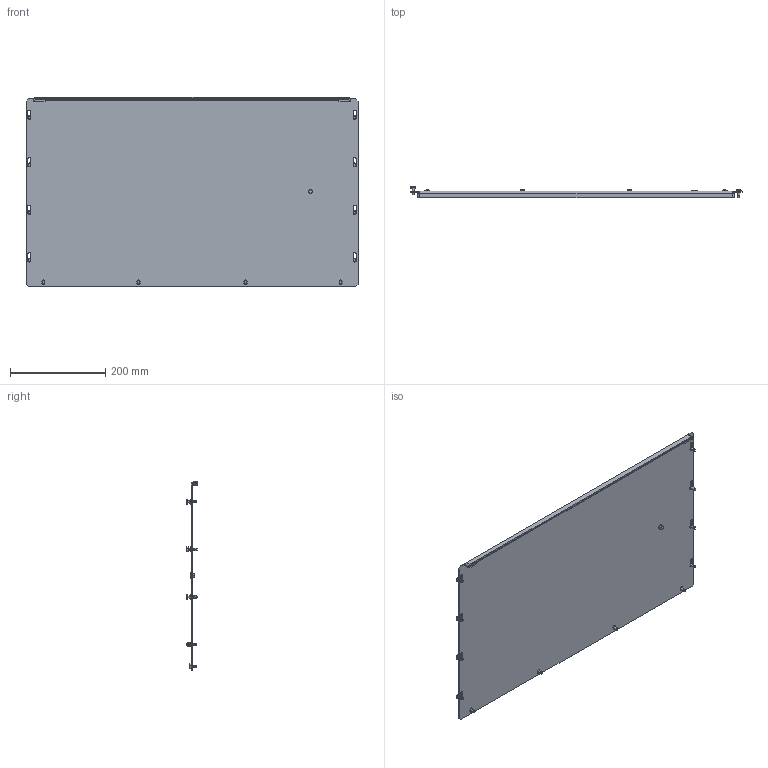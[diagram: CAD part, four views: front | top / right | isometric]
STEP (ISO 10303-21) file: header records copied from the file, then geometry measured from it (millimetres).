
FILE_DESCRIPTION (( 'STEP AP203' ), '1' );
FILE_NAME ('UR29000104002 Ïàíåëü îñíîâàíèÿ ãëóõàÿ 400 ìì RS52 00.80 (000.801.722).STEP', '2022-04-14T09:14:58', ( '' ), ( '' ), 'SwSTEP 2.0', 'SolidWorks 2017', '' );
FILE_SCHEMA (( 'CONFIG_CONTROL_DESIGN' ));
Length unit declared in the file: millimetre
Products named in the file (6): 000.130.516 Ïàíåëü îñíîâàíèÿ êîíöåâàÿ 400ìì RS52 00.80.60_06 (00.80); Âèíò DIN 7500 C TORX_Œ5å12; ч蜱齁罻 ST-9; UR29000104002 Ïàíåëü îñíîâàíèÿ ãëóõàÿ 400 ìì RS52 00.80 (000.801.722); Óïëîòíèòåëü 3õ10 ïàíåëåé îñíîâàíèÿ LC3 00.80_06 (00.80); 003-544 Ïàíåëü îñíîâàíèÿ êîíöåâàÿ 400 ìì RS52 00.80.60_06 (00.80)
Assembly tree (16 placements, depth 3):
  UR29000104002 Ïàíåëü îñíîâàíèÿ ãëóõàÿ 400 ìì RS52 00.80 (000.801.722)
    000.130.516 Ïàíåëü îñíîâàíèÿ êîíöåâàÿ 400ìì RS52 00.80.60_06 (00.80)
      003-544 Ïàíåëü îñíîâàíèÿ êîíöåâàÿ 400 ìì RS52 00.80.60_06 (00.80)
      Óïëîòíèòåëü 3õ10 ïàíåëåé îñíîâàíèÿ LC3 00.80_06 (00.80)
      ч蜱齁罻 ST-9
    Âèíò DIN 7500 C TORX_Œ5å12  x12
Bounding box: 698 x 24.54 x 398 mm (x, y, z)
Volume: 589774 mm3; surface area: 593098.9 mm2
Topology: 15 solids, 15 shells, 622 faces, 1676 edges, 1098 vertices
Faces by surface type: plane 282, cylinder 258, cone 50, sphere 24, torus 8
Entity records: 6342 total; most frequent: CARTESIAN_POINT 1041, DIRECTION 965, ORIENTED_EDGE 888, EDGE_CURVE 444, AXIS2_PLACEMENT_3D 354, VERTEX_POINT 284, VECTOR 257, LINE 257
